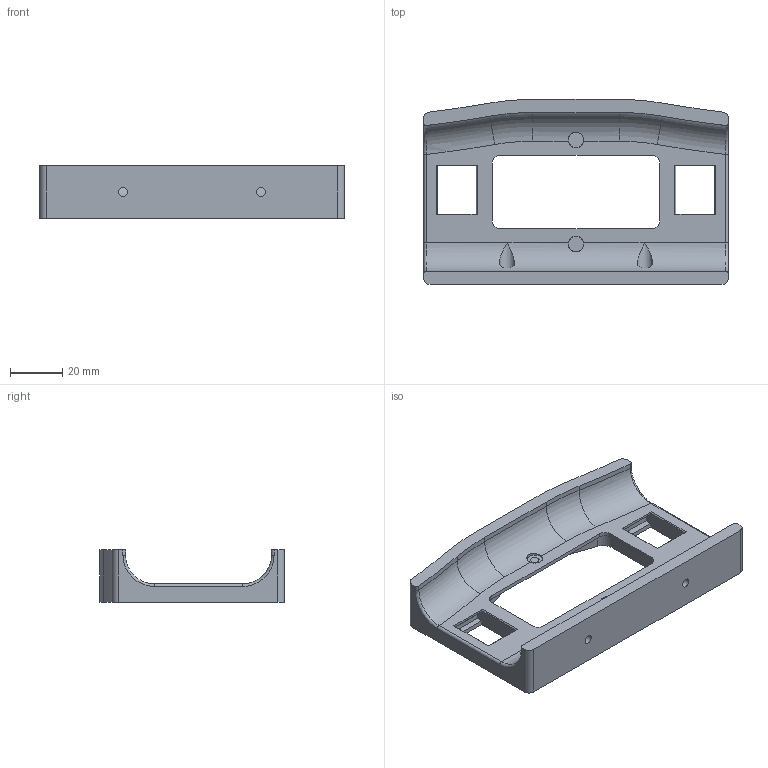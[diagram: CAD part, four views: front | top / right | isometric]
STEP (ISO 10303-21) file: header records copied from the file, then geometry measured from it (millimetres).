
FILE_DESCRIPTION(/* description */ (''),/* implementation_level */ '2;1');
FILE_NAME(/* name */ 'Filtered Mains Braket v6.step',/* time_stamp */ '2022-01-03T22:52:40+00:00',/* author */ (''),/* organization */ (''),/* preprocessor_version */ 'ST-DEVELOPER v18.1',/* originating_system */ 'Autodesk Translation Framework v10.10.0.1391',/* authorisation */ '');
FILE_SCHEMA (('AUTOMOTIVE_DESIGN { 1 0 10303 214 3 1 1 }'));
Length unit declared in the file: millimetre
Products named in the file (1): Filtered Mains Braket
Bounding box: 117 x 71 x 20 mm (x, y, z)
Volume: 55682.7 mm3; surface area: 22063.1 mm2
Topology: 1 solids, 1 shells, 101 faces, 274 edges, 178 vertices
Faces by surface type: plane 55, cylinder 38, torus 6, bspline 2
Full cylindrical faces by diameter (mm): 3.3 x2, 3.4 x2, 6 x4
Entity records: 3404 total; most frequent: CARTESIAN_POINT 750, ORIENTED_EDGE 548, DIRECTION 544, EDGE_CURVE 274, AXIS2_PLACEMENT_3D 182, LINE 180, VECTOR 180, VERTEX_POINT 178
